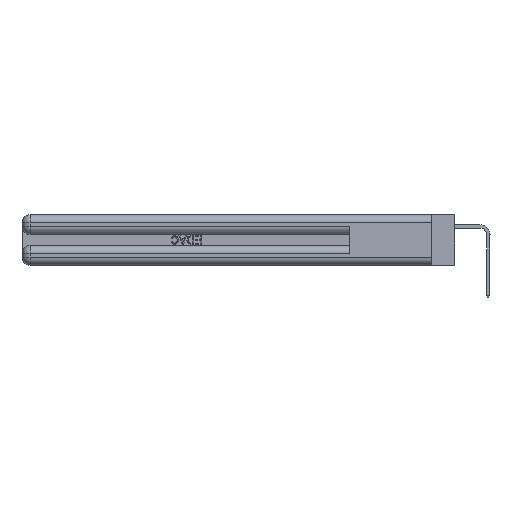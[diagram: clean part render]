
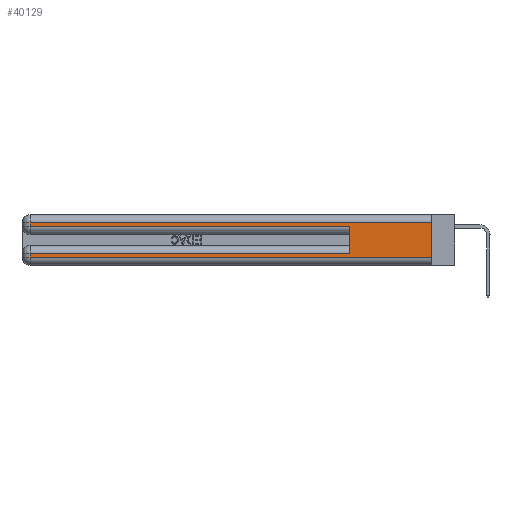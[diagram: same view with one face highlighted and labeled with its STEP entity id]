
A CAD part, left-side view. The second image highlights one B-rep face of the part: STEP entity #40129.
In plain terms, the highlighted planar face has unit normal (-1, 0, 0).
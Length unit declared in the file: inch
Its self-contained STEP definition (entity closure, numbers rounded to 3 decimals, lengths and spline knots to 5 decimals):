
#679 = EDGE_CURVE ( 'NONE', #15056, #10941, #10765, .T. ) ;
#723 = VERTEX_POINT ( 'NONE', #33565 ) ;
#1268 = VECTOR ( 'NONE', #31164, 39.37008 ) ;
#2234 = ORIENTED_EDGE ( 'NONE', *, *, #33665, .T. ) ;
#2526 = DIRECTION ( 'NONE',  ( 0., -1., 0. ) ) ;
#2631 = DIRECTION ( 'NONE',  ( 0., 0., -1. ) ) ;
#2716 = CARTESIAN_POINT ( 'NONE',  ( 0., 0., 0.31 ) ) ;
#4526 = EDGE_CURVE ( 'NONE', #10941, #18165, #6904, .T. ) ;
#4931 = LINE ( 'NONE', #15279, #20907 ) ;
#6904 = LINE ( 'NONE', #25206, #14412 ) ;
#6985 = VERTEX_POINT ( 'NONE', #2716 ) ;
#7761 = ORIENTED_EDGE ( 'NONE', *, *, #38820, .T. ) ;
#8562 = CARTESIAN_POINT ( 'NONE',  ( 0., 0., 0.06 ) ) ;
#8874 = EDGE_CURVE ( 'NONE', #6985, #33575, #27426, .T. ) ;
#8891 = CARTESIAN_POINT ( 'NONE',  ( 0., 0., 0.31 ) ) ;
#8964 = CARTESIAN_POINT ( 'NONE',  ( 0., 2.94, 0.285 ) ) ;
#10765 = LINE ( 'NONE', #17428, #28675 ) ;
#10941 = VERTEX_POINT ( 'NONE', #31821 ) ;
#11018 = ORIENTED_EDGE ( 'NONE', *, *, #27408, .T. ) ;
#11978 = ORIENTED_EDGE ( 'NONE', *, *, #8874, .F. ) ;
#12901 = ORIENTED_EDGE ( 'NONE', *, *, #679, .T. ) ;
#13551 = AXIS2_PLACEMENT_3D ( 'NONE', #37601, #21732, #2631 ) ;
#14000 = LINE ( 'NONE', #34405, #21422 ) ;
#14412 = VECTOR ( 'NONE', #15760, 39.37008 ) ;
#15056 = VERTEX_POINT ( 'NONE', #26576 ) ;
#15069 = EDGE_CURVE ( 'NONE', #15056, #723, #34774, .T. ) ;
#15279 = CARTESIAN_POINT ( 'NONE',  ( 0., 0., 0.285 ) ) ;
#15363 = PLANE ( 'NONE',  #13551 ) ;
#15760 = DIRECTION ( 'NONE',  ( 0., 0., -1. ) ) ;
#16272 = LINE ( 'NONE', #8891, #1268 ) ;
#16880 = VECTOR ( 'NONE', #20453, 39.37008 ) ;
#17428 = CARTESIAN_POINT ( 'NONE',  ( 0., 0., 0.085 ) ) ;
#18165 = VERTEX_POINT ( 'NONE', #19449 ) ;
#18574 = DIRECTION ( 'NONE',  ( 0., -1., 0. ) ) ;
#19449 = CARTESIAN_POINT ( 'NONE',  ( 0., 2.94, 0.06 ) ) ;
#19924 = DIRECTION ( 'NONE',  ( 0., 0., -1. ) ) ;
#20453 = DIRECTION ( 'NONE',  ( 0., 0., 1. ) ) ;
#20907 = VECTOR ( 'NONE', #2526, 39.37008 ) ;
#21422 = VECTOR ( 'NONE', #18574, 39.37008 ) ;
#21732 = DIRECTION ( 'NONE',  ( 1., 0., 0. ) ) ;
#23518 = CARTESIAN_POINT ( 'NONE',  ( 0., 0.6, 0.145 ) ) ;
#25206 = CARTESIAN_POINT ( 'NONE',  ( 0., 2.94, 0.37 ) ) ;
#26576 = CARTESIAN_POINT ( 'NONE',  ( 0., 0.6, 0.085 ) ) ;
#26786 = CARTESIAN_POINT ( 'NONE',  ( 0., 2.94, 0.31 ) ) ;
#27408 = EDGE_CURVE ( 'NONE', #37746, #33670, #31160, .T. ) ;
#27426 = LINE ( 'NONE', #38969, #35889 ) ;
#28675 = VECTOR ( 'NONE', #39699, 39.37008 ) ;
#29105 = EDGE_LOOP ( 'NONE', ( #11978, #7761, #11018, #2234, #29828, #12901, #36620, #31156 ) ) ;
#29828 = ORIENTED_EDGE ( 'NONE', *, *, #15069, .F. ) ;
#31156 = ORIENTED_EDGE ( 'NONE', *, *, #36391, .T. ) ;
#31160 = LINE ( 'NONE', #38782, #38639 ) ;
#31164 = DIRECTION ( 'NONE',  ( 0., 1., 0. ) ) ;
#31821 = CARTESIAN_POINT ( 'NONE',  ( 0., 2.94, 0.085 ) ) ;
#32518 = DIRECTION ( 'NONE',  ( 0., 0., -1. ) ) ;
#33565 = CARTESIAN_POINT ( 'NONE',  ( 0., 0.6, 0.285 ) ) ;
#33575 = VERTEX_POINT ( 'NONE', #8562 ) ;
#33665 = EDGE_CURVE ( 'NONE', #33670, #723, #4931, .T. ) ;
#33670 = VERTEX_POINT ( 'NONE', #8964 ) ;
#34405 = CARTESIAN_POINT ( 'NONE',  ( 0., 0., 0.06 ) ) ;
#34774 = LINE ( 'NONE', #23518, #16880 ) ;
#35614 = FACE_OUTER_BOUND ( 'NONE', #29105, .T. ) ;
#35889 = VECTOR ( 'NONE', #19924, 39.37008 ) ;
#36391 = EDGE_CURVE ( 'NONE', #18165, #33575, #14000, .T. ) ;
#36620 = ORIENTED_EDGE ( 'NONE', *, *, #4526, .T. ) ;
#37601 = CARTESIAN_POINT ( 'NONE',  ( 0., 0., 0.37 ) ) ;
#37746 = VERTEX_POINT ( 'NONE', #26786 ) ;
#38639 = VECTOR ( 'NONE', #32518, 39.37008 ) ;
#38782 = CARTESIAN_POINT ( 'NONE',  ( 0., 2.94, 0.37 ) ) ;
#38820 = EDGE_CURVE ( 'NONE', #6985, #37746, #16272, .T. ) ;
#38969 = CARTESIAN_POINT ( 'NONE',  ( 0., 0., 0.37 ) ) ;
#39699 = DIRECTION ( 'NONE',  ( 0., 1., 0. ) ) ;
#40129 = ADVANCED_FACE ( 'NONE', ( #35614 ), #15363, .F. ) ;
